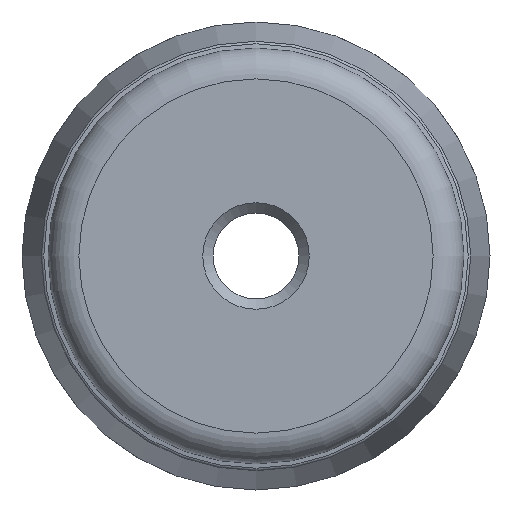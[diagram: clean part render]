
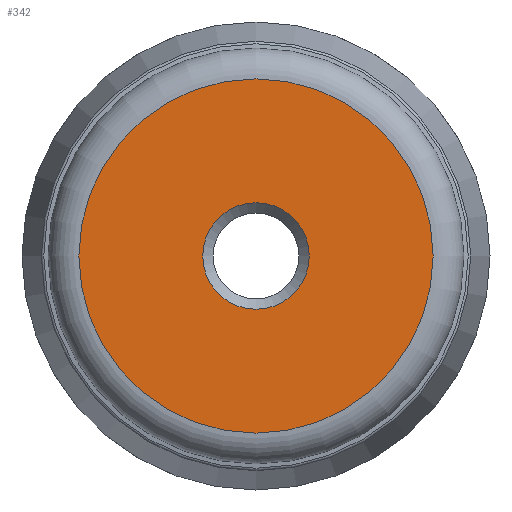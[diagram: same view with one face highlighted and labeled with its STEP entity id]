
A CAD part, front view. The second image highlights one B-rep face of the part: STEP entity #342.
In plain terms, the highlighted planar face has unit normal (0, -1, 0).
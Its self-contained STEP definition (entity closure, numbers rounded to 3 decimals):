
#20=FACE_BOUND('',#103,.T.);
#24=PLANE('',#412);
#78=FACE_OUTER_BOUND('',#102,.T.);
#102=EDGE_LOOP('',(#284));
#103=EDGE_LOOP('',(#285));
#136=CIRCLE('',#407,5.188);
#140=CIRCLE('',#413,17.25);
#167=VERTEX_POINT('',#618);
#171=VERTEX_POINT('',#630);
#205=EDGE_CURVE('',#167,#167,#136,.T.);
#211=EDGE_CURVE('',#171,#171,#140,.T.);
#284=ORIENTED_EDGE('',*,*,#211,.F.);
#285=ORIENTED_EDGE('',*,*,#205,.F.);
#342=ADVANCED_FACE('',(#78,#20),#24,.T.);
#407=AXIS2_PLACEMENT_3D('',#619,#503,#504);
#412=AXIS2_PLACEMENT_3D('',#629,#515,#516);
#413=AXIS2_PLACEMENT_3D('',#631,#517,#518);
#503=DIRECTION('center_axis',(0.,-1.,0.));
#504=DIRECTION('ref_axis',(-1.,0.,0.));
#515=DIRECTION('center_axis',(0.,-1.,0.));
#516=DIRECTION('ref_axis',(0.,0.,-1.));
#517=DIRECTION('center_axis',(0.,1.,0.));
#518=DIRECTION('ref_axis',(0.,0.,-1.));
#618=CARTESIAN_POINT('',(5.188,0.,0.));
#619=CARTESIAN_POINT('Origin',(0.,0.,0.));
#629=CARTESIAN_POINT('Origin',(0.,0.,20.25));
#630=CARTESIAN_POINT('',(0.,0.,-17.25));
#631=CARTESIAN_POINT('Origin',(0.,0.,0.));
